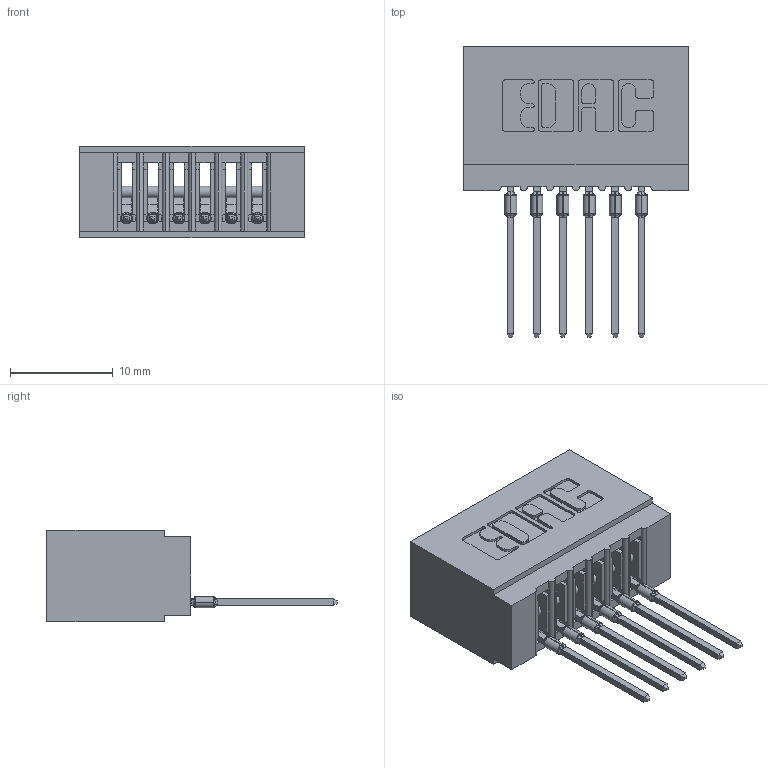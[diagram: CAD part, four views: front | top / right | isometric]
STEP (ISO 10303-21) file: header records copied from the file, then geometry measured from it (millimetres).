
FILE_DESCRIPTION (( 'STEP AP203' ), '1' );
FILE_NAME ('725-006-540-101.STEP', '2018-08-14T00:04:02', ( '' ), ( '' ), 'SwSTEP 2.0', 'SolidWorks 2016', '' );
FILE_SCHEMA (( 'CONFIG_CONTROL_DESIGN' ));
Length unit declared in the file: inch
Products named in the file (3): 745-292-001_540; 725-006-540-101; 725 Part_Insulator Option - 01
Assembly tree (7 placements, depth 2):
  725-006-540-101
    725 Part_Insulator Option - 01
    745-292-001_540  x6
Bounding box: 21.84 x 28.19 x 8.89 mm (x, y, z)
Volume: 1872.5 mm3; surface area: 3017.5 mm2
Topology: 7 solids, 7 shells, 767 faces, 2102 edges, 1332 vertices
Faces by surface type: plane 457, cylinder 154, bspline 120, torus 36
Entity records: 14794 total; most frequent: CARTESIAN_POINT 3105, ORIENTED_EDGE 2474, DIRECTION 2183, EDGE_CURVE 1237, LINE 1019, VECTOR 1019, VERTEX_POINT 792, AXIS2_PLACEMENT_3D 582
